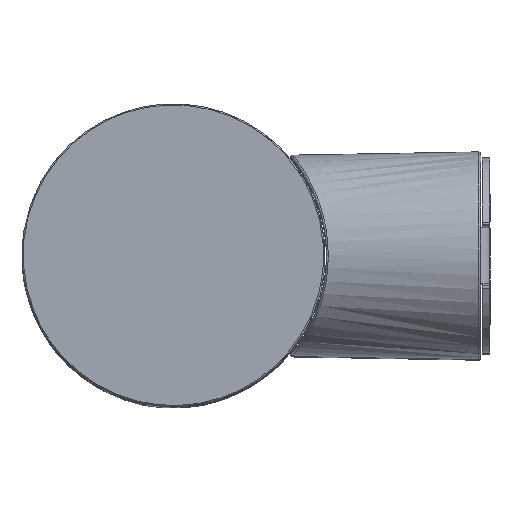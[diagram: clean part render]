
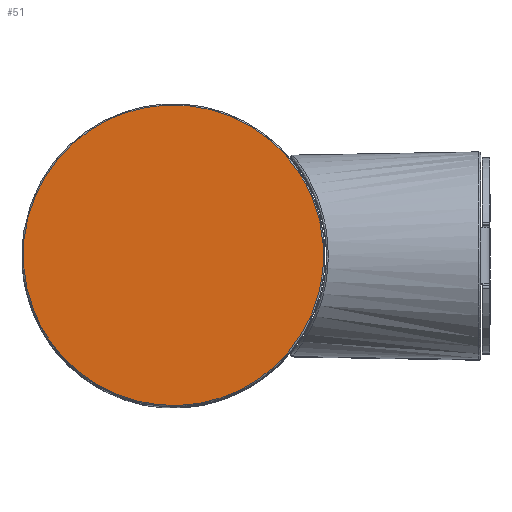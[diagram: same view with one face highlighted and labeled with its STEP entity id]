
A CAD part, top view. The second image highlights one B-rep face of the part: STEP entity #51.
In plain terms, the highlighted planar face has unit normal (0, 0, 1).
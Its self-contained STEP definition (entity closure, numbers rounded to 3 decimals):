
#51=ADVANCED_FACE('',(#219),#2492,.T.);
#219=FACE_OUTER_BOUND('',#389,.T.);
#389=EDGE_LOOP('',(#600,#601));
#600=ORIENTED_EDGE('',*,*,#1382,.F.);
#601=ORIENTED_EDGE('',*,*,#1372,.F.);
#1372=EDGE_CURVE('',#2217,#2229,#1989,.T.);
#1382=EDGE_CURVE('',#2229,#2217,#1998,.T.);
#1989=(
BOUNDED_CURVE()
B_SPLINE_CURVE(2,(#3021,#3022,#3023,#3024,#3025),.UNSPECIFIED.,.F.,.F.)
B_SPLINE_CURVE_WITH_KNOTS((3,2,3),(-249.442,-187.082,-124.721),
 .UNSPECIFIED.)
CURVE()
GEOMETRIC_REPRESENTATION_ITEM()
RATIONAL_B_SPLINE_CURVE((1.,0.707,1.,0.707,1.))
REPRESENTATION_ITEM('')
);
#1998=(
BOUNDED_CURVE()
B_SPLINE_CURVE(2,(#3068,#3069,#3070,#3071,#3072),.UNSPECIFIED.,.F.,.F.)
B_SPLINE_CURVE_WITH_KNOTS((3,2,3),(-124.721,-62.361,
0.),.UNSPECIFIED.)
CURVE()
GEOMETRIC_REPRESENTATION_ITEM()
RATIONAL_B_SPLINE_CURVE((1.,0.707,1.,0.707,1.))
REPRESENTATION_ITEM('')
);
#2217=VERTEX_POINT('',#2974);
#2229=VERTEX_POINT('',#2986);
#2492=PLANE('',#2748);
#2748=AXIS2_PLACEMENT_3D('',#2913,#2800,$);
#2800=DIRECTION('',(0.,0.,1.));
#2913=CARTESIAN_POINT('',(-107.188,44.417,35.3));
#2974=CARTESIAN_POINT('',(36.835,15.207,35.3));
#2986=CARTESIAN_POINT('',(-36.509,-15.207,35.3));
#3021=CARTESIAN_POINT('',(36.835,15.207,35.3));
#3022=CARTESIAN_POINT('',(52.043,-21.465,35.3));
#3023=CARTESIAN_POINT('',(15.371,-36.672,35.3));
#3024=CARTESIAN_POINT('',(-21.301,-51.879,35.3));
#3025=CARTESIAN_POINT('',(-36.509,-15.207,35.3));
#3068=CARTESIAN_POINT('',(-36.509,-15.207,35.3));
#3069=CARTESIAN_POINT('',(-51.716,21.465,35.3));
#3070=CARTESIAN_POINT('',(-15.044,36.672,35.3));
#3071=CARTESIAN_POINT('',(21.628,51.879,35.3));
#3072=CARTESIAN_POINT('',(36.835,15.207,35.3));
